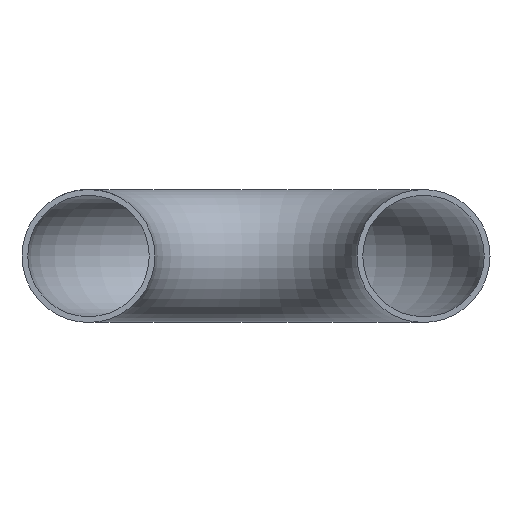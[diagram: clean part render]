
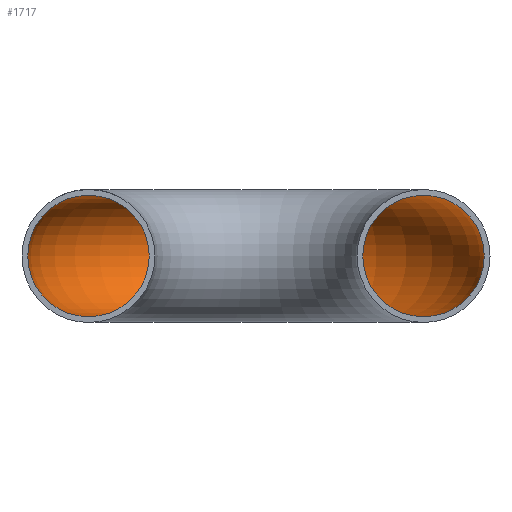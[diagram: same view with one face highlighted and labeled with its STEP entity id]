
A CAD part, front view. The second image highlights one B-rep face of the part: STEP entity #1717.
In plain terms, the highlighted toroidal (fillet/blend) face has major radius 76 mm and minor radius 27.55 mm.
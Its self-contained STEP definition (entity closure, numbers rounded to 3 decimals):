
#426 = EDGE_CURVE ( 'NONE', #12460, #12460, #1703, .T. ) ;
#1127 = DIRECTION ( 'NONE',  ( 1., 0., 0. ) ) ;
#1703 = CIRCLE ( 'NONE', #13893, 27.55 ) ;
#1717 = ADVANCED_FACE ( 'NONE', ( #11642, #11968 ), #10498, .F. ) ;
#1934 = DIRECTION ( 'NONE',  ( 0., 1., 0. ) ) ;
#2070 = EDGE_CURVE ( 'NONE', #20636, #20636, #11414, .T. ) ;
#4328 = DIRECTION ( 'NONE',  ( 0., -1., 0. ) ) ;
#4428 = CARTESIAN_POINT ( 'NONE',  ( -76., 0., 27.55 ) ) ;
#5134 = CARTESIAN_POINT ( 'NONE',  ( -76., 0., 0. ) ) ;
#5321 = CARTESIAN_POINT ( 'NONE',  ( 0., 0., 0. ) ) ;
#8045 = AXIS2_PLACEMENT_3D ( 'NONE', #9378, #4328, #1127 ) ;
#8281 = ORIENTED_EDGE ( 'NONE', *, *, #2070, .T. ) ;
#8581 = DIRECTION ( 'NONE',  ( -1., 0., 0. ) ) ;
#9378 = CARTESIAN_POINT ( 'NONE',  ( 76., 0., 0. ) ) ;
#10498 = TOROIDAL_SURFACE ( 'NONE', #20366, 76., 27.55 ) ;
#11414 = CIRCLE ( 'NONE', #8045, 27.55 ) ;
#11446 = DIRECTION ( 'NONE',  ( 0., 0., 1. ) ) ;
#11642 = FACE_OUTER_BOUND ( 'NONE', #18571, .T. ) ;
#11968 = FACE_OUTER_BOUND ( 'NONE', #19018, .T. ) ;
#12460 = VERTEX_POINT ( 'NONE', #4428 ) ;
#12682 = CARTESIAN_POINT ( 'NONE',  ( 103.55, 0., 0. ) ) ;
#13893 = AXIS2_PLACEMENT_3D ( 'NONE', #5134, #1934, #11446 ) ;
#18571 = EDGE_LOOP ( 'NONE', ( #8281 ) ) ;
#19018 = EDGE_LOOP ( 'NONE', ( #20466 ) ) ;
#19641 = DIRECTION ( 'NONE',  ( 0., 0., -1. ) ) ;
#20366 = AXIS2_PLACEMENT_3D ( 'NONE', #5321, #19641, #8581 ) ;
#20466 = ORIENTED_EDGE ( 'NONE', *, *, #426, .F. ) ;
#20636 = VERTEX_POINT ( 'NONE', #12682 ) ;
